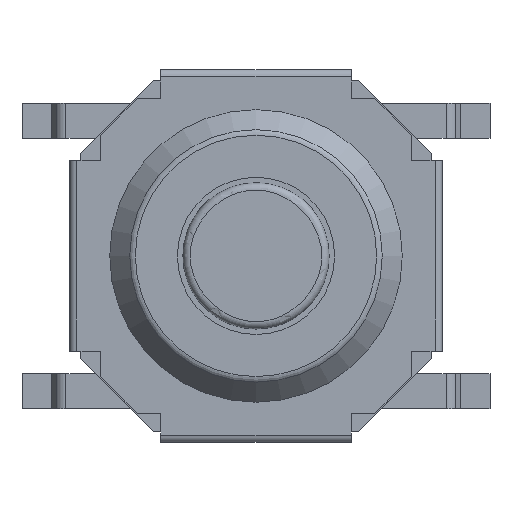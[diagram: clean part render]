
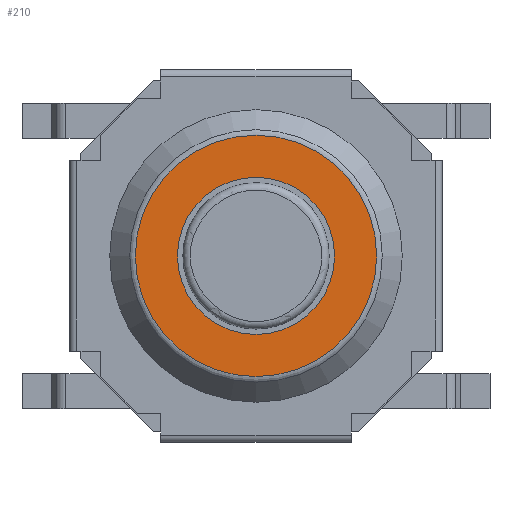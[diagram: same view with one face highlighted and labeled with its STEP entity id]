
A CAD part, top view. The second image highlights one B-rep face of the part: STEP entity #210.
In plain terms, the highlighted planar face has unit normal (0, 0, 1).
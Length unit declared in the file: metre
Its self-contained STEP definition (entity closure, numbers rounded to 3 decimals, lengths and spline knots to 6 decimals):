
#210 = ADVANCED_FACE( '', ( #586, #587 ), #588, .T. );
#586 = FACE_OUTER_BOUND( '', #987, .T. );
#587 = FACE_BOUND( '', #988, .T. );
#588 = PLANE( '', #989 );
#987 = EDGE_LOOP( '', ( #2374 ) );
#988 = EDGE_LOOP( '', ( #2375 ) );
#989 = AXIS2_PLACEMENT_3D( '', #2376, #2377, #2378 );
#2374 = ORIENTED_EDGE( '', *, *, #2987, .F. );
#2375 = ORIENTED_EDGE( '', *, *, #2722, .F. );
#2376 = CARTESIAN_POINT( '', ( 0.001716, 0.001717, 0.0012 ) );
#2377 = DIRECTION( '', ( 0., 0., 1. ) );
#2378 = DIRECTION( '', ( 1., 0., 0. ) );
#2722 = EDGE_CURVE( '', #3354, #3354, #3355, .T. );
#2987 = EDGE_CURVE( '', #3780, #3780, #3781, .T. );
#3354 = VERTEX_POINT( '', #4393 );
#3355 = CIRCLE( '', #4394, 0.001075 );
#3780 = VERTEX_POINT( '', #5022 );
#3781 = CIRCLE( '', #5023, 0.00165 );
#4393 = CARTESIAN_POINT( '', ( 0.001075, 0., 0.0012 ) );
#4394 = AXIS2_PLACEMENT_3D( '', #5331, #5332, #5333 );
#5022 = CARTESIAN_POINT( '', ( 0.00165, 0., 0.0012 ) );
#5023 = AXIS2_PLACEMENT_3D( '', #5725, #5726, #5727 );
#5331 = CARTESIAN_POINT( '', ( 0., 0., 0.0012 ) );
#5332 = DIRECTION( '', ( 0., 0., 1. ) );
#5333 = DIRECTION( '', ( 1., 0., 0. ) );
#5725 = CARTESIAN_POINT( '', ( 0., 0., 0.0012 ) );
#5726 = DIRECTION( '', ( 0., 0., -1. ) );
#5727 = DIRECTION( '', ( 1., 0., 0. ) );
